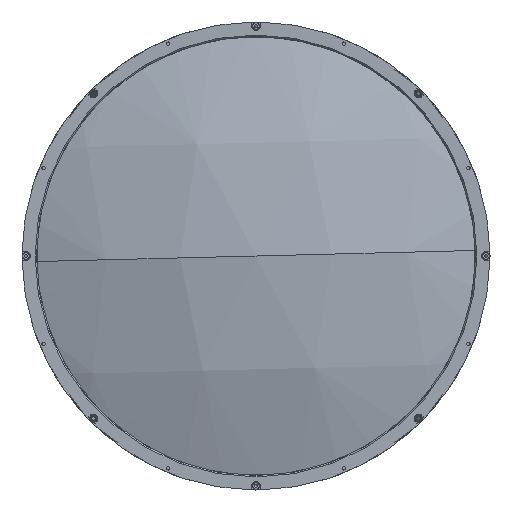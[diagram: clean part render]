
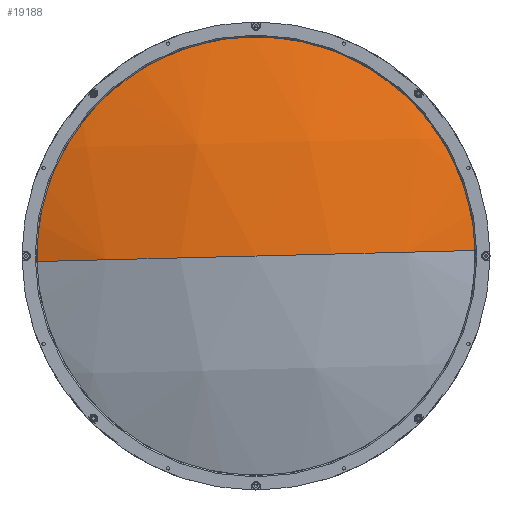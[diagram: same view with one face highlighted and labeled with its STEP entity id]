
A CAD part, left-side view. The second image highlights one B-rep face of the part: STEP entity #19188.
In plain terms, the highlighted spherical face has radius 465.458 mm.
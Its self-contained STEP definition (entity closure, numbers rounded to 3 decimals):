
#85 = CIRCLE ( 'NONE', #7117, 465.458 ) ;
#371 = VERTEX_POINT ( 'NONE', #375 ) ;
#375 = CARTESIAN_POINT ( 'NONE',  ( 25.901, -161.948, 4.088 ) ) ;
#846 = CARTESIAN_POINT ( 'NONE',  ( 462.258, 0., 0. ) ) ;
#1414 = DIRECTION ( 'NONE',  ( 0., -1., 0.025 ) ) ;
#3875 = ORIENTED_EDGE ( 'NONE', *, *, #23712, .F. ) ;
#4909 = EDGE_LOOP ( 'NONE', ( #15063, #24942, #3875 ) ) ;
#6268 = DIRECTION ( 'NONE',  ( -1., 0., 0. ) ) ;
#7117 = AXIS2_PLACEMENT_3D ( 'NONE', #12333, #27457, #14531 ) ;
#9521 = DIRECTION ( 'NONE',  ( 0., 0.025, 1. ) ) ;
#12333 = CARTESIAN_POINT ( 'NONE',  ( 462.258, 0., 0. ) ) ;
#14093 = FACE_OUTER_BOUND ( 'NONE', #4909, .T. ) ;
#14319 = DIRECTION ( 'NONE',  ( 0., 0.025, 1. ) ) ;
#14531 = DIRECTION ( 'NONE',  ( 0., 1., -0.025 ) ) ;
#15063 = ORIENTED_EDGE ( 'NONE', *, *, #26484, .T. ) ;
#16119 = SPHERICAL_SURFACE ( 'NONE', #24161, 465.458 ) ;
#16326 = CIRCLE ( 'NONE', #27154, 465.458 ) ;
#17876 = CARTESIAN_POINT ( 'NONE',  ( 25.901, 161.948, -4.088 ) ) ;
#19181 = CARTESIAN_POINT ( 'NONE',  ( 25.901, 0., 0. ) ) ;
#19188 = ADVANCED_FACE ( 'NONE', ( #14093 ), #16119, .T. ) ;
#20725 = CARTESIAN_POINT ( 'NONE',  ( -3.2, 0., 0. ) ) ;
#20918 = CIRCLE ( 'NONE', #24651, 162. ) ;
#21379 = DIRECTION ( 'NONE',  ( 0., 0.025, 1. ) ) ;
#21970 = EDGE_CURVE ( 'NONE', #26154, #27951, #16326, .T. ) ;
#23712 = EDGE_CURVE ( 'NONE', #371, #27951, #85, .T. ) ;
#24161 = AXIS2_PLACEMENT_3D ( 'NONE', #846, #9521, #24589 ) ;
#24589 = DIRECTION ( 'NONE',  ( 0., -1., 0.025 ) ) ;
#24651 = AXIS2_PLACEMENT_3D ( 'NONE', #19181, #6268, #21379 ) ;
#24942 = ORIENTED_EDGE ( 'NONE', *, *, #21970, .T. ) ;
#26154 = VERTEX_POINT ( 'NONE', #17876 ) ;
#26484 = EDGE_CURVE ( 'NONE', #371, #26154, #20918, .T. ) ;
#27154 = AXIS2_PLACEMENT_3D ( 'NONE', #27252, #14319, #1414 ) ;
#27252 = CARTESIAN_POINT ( 'NONE',  ( 462.258, 0., 0. ) ) ;
#27457 = DIRECTION ( 'NONE',  ( 0., -0.025, -1. ) ) ;
#27951 = VERTEX_POINT ( 'NONE', #20725 ) ;
